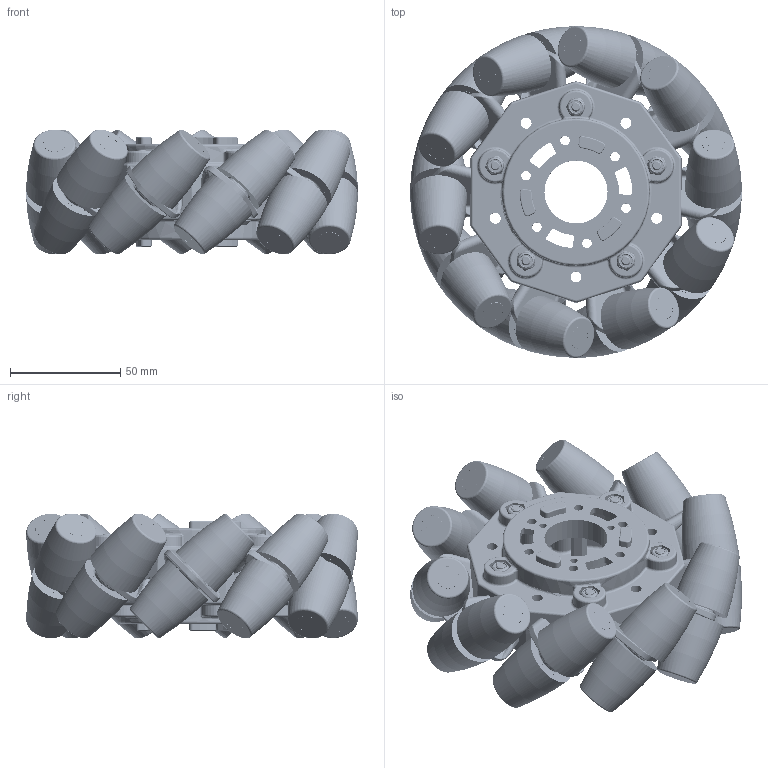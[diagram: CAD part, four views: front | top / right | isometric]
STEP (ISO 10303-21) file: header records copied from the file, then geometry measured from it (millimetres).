
FILE_DESCRIPTION (( 'STEP AP203' ), '1' );
FILE_NAME ('217-2799.20121203.STEP', '2012-12-04T00:15:59', ( 'svradm' ), ( 'Microsoft' ), 'SwSTEP 2.0', 'SolidWorks 2012', '' );
FILE_SCHEMA (( 'CONFIG_CONTROL_DESIGN' ));
Length unit declared in the file: inch
Products named in the file (10): 217-2799.20121203; 217-2586-005 Rev2; SCREW-832-1250; NUT-832-NYLOCK; 217-2586-008 Rev1; 217-2586-007 Rev1; 217-2586-004 Rev1; 217-2586-003 Rev2; 217-2799-002 Rev1; 217-2799-001 Rev1
Assembly tree (98 placements, depth 2):
  217-2799.20121203
    217-2799-001 Rev1  x2
    217-2799-002 Rev1  x10
    217-2586-003 Rev2  x20
    217-2586-004 Rev1  x20
    217-2586-007 Rev1  x10
    217-2586-008 Rev1  x6
    NUT-832-NYLOCK  x5
    SCREW-832-1250  x5
    217-2586-005 Rev2  x20
Bounding box: 150.4 x 150.29 x 56.42 mm (x, y, z)
Volume: 381004 mm3; surface area: 264464.5 mm2
Topology: 98 solids, 98 shells, 5257 faces, 12466 edges, 7327 vertices
Faces by surface type: cylinder 1948, plane 1258, bspline 855, torus 712, sphere 294, cone 190
Entity records: 48812 total; most frequent: CARTESIAN_POINT 13115, DIRECTION 7017, ORIENTED_EDGE 6738, EDGE_CURVE 3369, AXIS2_PLACEMENT_3D 2787, VERTEX_POINT 2043, CIRCLE 1482, EDGE_LOOP 1466
